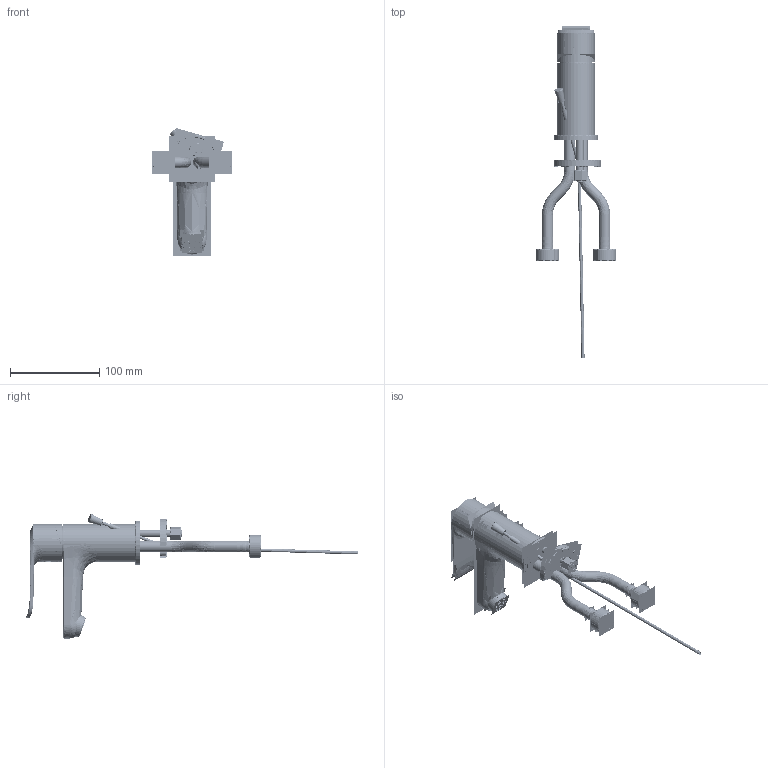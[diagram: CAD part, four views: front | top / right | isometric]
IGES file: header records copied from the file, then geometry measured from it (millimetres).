
Start section:  PTC IGES file: FFAS0701-102500BF0.igs
Global section: file name: FFAS0701-102500BF0.igs; native system: Creo Parametric by PTC Inc.; preprocessor: 2019224; author: 10114231; organization: Unknown; date: 20210716.135516; units: millimetre
Bounding box: 90.07 x 371.36 x 142.91 mm (x, y, z)
Surface area: 2931304.1 mm2 (no closed solid volume)
Topology: 0 solids, 0 shells, 5220 faces, 61089 edges, 73251 vertices
Faces by surface type: revolution 3142, bspline 2072, extrusion 6
